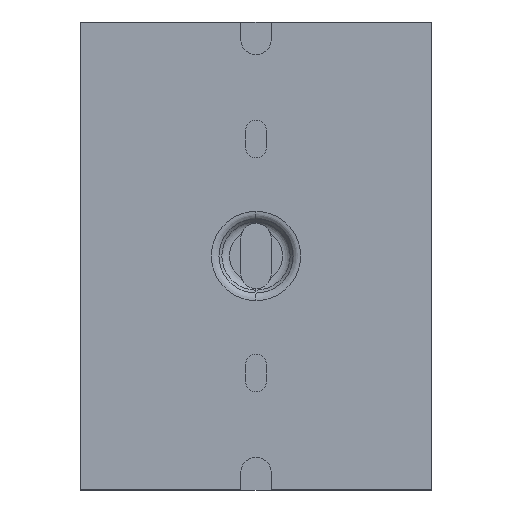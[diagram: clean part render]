
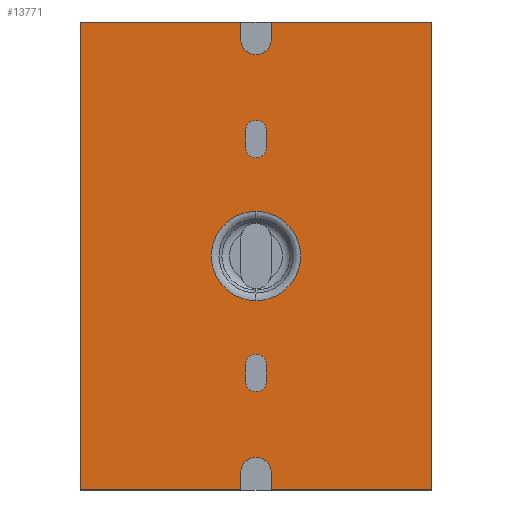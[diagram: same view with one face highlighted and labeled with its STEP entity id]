
A CAD part, front view. The second image highlights one B-rep face of the part: STEP entity #13771.
In plain terms, the highlighted planar face has unit normal (0, -1, 0).
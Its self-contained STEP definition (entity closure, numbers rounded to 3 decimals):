
#4393=DIRECTION('',(0.,0.,1.));
#4394=VECTOR('',#4393,100.);
#4395=CARTESIAN_POINT('',(20.,-52.2,900.));
#4396=LINE('',#4395,#4394);
#4680=DIRECTION('',(-1.,0.,0.));
#4681=VECTOR('',#4680,34.25);
#4682=CARTESIAN_POINT('',(20.,-52.2,1000.));
#4683=LINE('',#4682,#4681);
#4757=DIRECTION('',(-1.,0.,0.));
#4758=VECTOR('',#4757,34.25);
#4759=CARTESIAN_POINT('',(-20.75,-52.2,900.));
#4760=LINE('',#4759,#4758);
#4764=CARTESIAN_POINT('',(-17.5,-52.2,996.25));
#4765=DIRECTION('',(0.,-1.,0.));
#4766=DIRECTION('',(-1.,0.,0.));
#4767=AXIS2_PLACEMENT_3D('',#4764,#4765,#4766);
#4772=CARTESIAN_POINT('',(-17.5,-52.2,996.25));
#4773=DIRECTION('',(0.,-1.,0.));
#4774=DIRECTION('',(0.,0.,-1.));
#4775=AXIS2_PLACEMENT_3D('',#4772,#4773,#4774);
#4780=DIRECTION('',(-1.,0.,0.));
#4781=VECTOR('',#4780,34.25);
#4782=CARTESIAN_POINT('',(20.,-52.2,900.));
#4783=LINE('',#4782,#4781);
#4787=CARTESIAN_POINT('',(-17.5,-52.2,903.75));
#4788=DIRECTION('',(0.,-1.,0.));
#4789=DIRECTION('',(1.,0.,0.));
#4790=AXIS2_PLACEMENT_3D('',#4787,#4788,#4789);
#4795=CARTESIAN_POINT('',(-17.5,-52.2,903.75));
#4796=DIRECTION('',(0.,-1.,0.));
#4797=DIRECTION('',(0.,0.,1.));
#4798=AXIS2_PLACEMENT_3D('',#4795,#4796,#4797);
#4803=CARTESIAN_POINT('',(-17.5,-52.2,
950.));
#4804=DIRECTION('',(0.,-1.,0.));
#4805=DIRECTION('',(0.,0.,-1.));
#4806=AXIS2_PLACEMENT_3D('',#4803,#4804,#4805);
#4811=CARTESIAN_POINT('',(-17.5,-52.2,
950.));
#4812=DIRECTION('',(0.,-1.,0.));
#4813=DIRECTION('',(0.,0.,1.));
#4814=AXIS2_PLACEMENT_3D('',#4811,#4812,#4813);
#4819=CARTESIAN_POINT('',(-17.5,-52.2,976.75));
#4820=DIRECTION('',(0.,-1.,0.));
#4821=DIRECTION('',(1.,0.,0.));
#4822=AXIS2_PLACEMENT_3D('',#4819,#4820,#4821);
#4827=CARTESIAN_POINT('',(-17.5,-52.2,976.75));
#4828=DIRECTION('',(0.,-1.,0.));
#4829=DIRECTION('',(0.,0.,1.));
#4830=AXIS2_PLACEMENT_3D('',#4827,#4828,#4829);
#4835=CARTESIAN_POINT('',(-17.5,-52.2,973.25));
#4836=DIRECTION('',(0.,-1.,0.));
#4837=DIRECTION('',(-1.,0.,0.));
#4838=AXIS2_PLACEMENT_3D('',#4835,#4836,#4837);
#4843=CARTESIAN_POINT('',(-17.5,-52.2,973.25));
#4844=DIRECTION('',(0.,-1.,0.));
#4845=DIRECTION('',(0.,0.,-1.));
#4846=AXIS2_PLACEMENT_3D('',#4843,#4844,#4845);
#4851=CARTESIAN_POINT('',(-17.5,-52.2,926.75));
#4852=DIRECTION('',(0.,-1.,0.));
#4853=DIRECTION('',(1.,0.,0.));
#4854=AXIS2_PLACEMENT_3D('',#4851,#4852,#4853);
#4859=CARTESIAN_POINT('',(-17.5,-52.2,926.75));
#4860=DIRECTION('',(0.,-1.,0.));
#4861=DIRECTION('',(0.,0.,1.));
#4862=AXIS2_PLACEMENT_3D('',#4859,#4860,#4861);
#4867=CARTESIAN_POINT('',(-17.5,-52.2,923.25));
#4868=DIRECTION('',(0.,-1.,0.));
#4869=DIRECTION('',(-1.,0.,0.));
#4870=AXIS2_PLACEMENT_3D('',#4867,#4868,#4869);
#4875=CARTESIAN_POINT('',(-17.5,-52.2,923.25));
#4876=DIRECTION('',(0.,-1.,0.));
#4877=DIRECTION('',(0.,0.,-1.));
#4878=AXIS2_PLACEMENT_3D('',#4875,#4876,#4877);
#5114=DIRECTION('',(-1.,0.,0.));
#5115=VECTOR('',#5114,34.25);
#5116=CARTESIAN_POINT('',(-20.75,-52.2,1000.));
#5117=LINE('',#5116,#5115);
#5184=DIRECTION('',(0.,0.,-1.));
#5185=VECTOR('',#5184,100.);
#5186=CARTESIAN_POINT('',(-55.,-52.2,1000.));
#5187=LINE('',#5186,#5185);
#8124=DIRECTION('',(0.,0.,1.));
#8125=VECTOR('',#8124,3.75);
#8126=CARTESIAN_POINT('',(-20.75,-52.2,996.25));
#8127=LINE('',#8126,#8125);
#8152=DIRECTION('',(0.,0.,-1.));
#8153=VECTOR('',#8152,3.75);
#8154=CARTESIAN_POINT('',(-14.25,-52.2,1000.));
#8155=LINE('',#8154,#8153);
#8166=DIRECTION('',(0.,0.,1.));
#8167=VECTOR('',#8166,3.75);
#8168=CARTESIAN_POINT('',(-20.75,-52.2,900.));
#8169=LINE('',#8168,#8167);
#8187=DIRECTION('',(0.,0.,-1.));
#8188=VECTOR('',#8187,3.75);
#8189=CARTESIAN_POINT('',(-14.25,-52.2,903.75));
#8190=LINE('',#8189,#8188);
#10163=DIRECTION('',(0.,0.,1.));
#10164=VECTOR('',#10163,3.5);
#10165=CARTESIAN_POINT('',(-19.75,-52.2,973.25));
#10166=LINE('',#10165,#10164);
#10184=DIRECTION('',(0.,0.,-1.));
#10185=VECTOR('',#10184,3.5);
#10186=CARTESIAN_POINT('',(-15.25,-52.2,976.75));
#10187=LINE('',#10186,#10185);
#10665=DIRECTION('',(0.,0.,1.));
#10666=VECTOR('',#10665,3.5);
#10667=CARTESIAN_POINT('',(-19.75,-52.2,923.25));
#10668=LINE('',#10667,#10666);
#10686=DIRECTION('',(0.,0.,-1.));
#10687=VECTOR('',#10686,3.5);
#10688=CARTESIAN_POINT('',(-15.25,-52.2,926.75));
#10689=LINE('',#10688,#10687);
#12026=CARTESIAN_POINT('',(20.,-52.2,1000.));
#12028=VERTEX_POINT('',#12026);
#12103=CARTESIAN_POINT('',(20.,-52.2,900.));
#12104=VERTEX_POINT('',#12103);
#12181=CARTESIAN_POINT('',(-14.25,-52.2,1000.));
#12182=VERTEX_POINT('',#12181);
#12197=CARTESIAN_POINT('',(-20.75,-52.2,900.));
#12198=CARTESIAN_POINT('',(-55.,-52.2,900.));
#12199=VERTEX_POINT('',#12197);
#12200=VERTEX_POINT('',#12198);
#12201=CARTESIAN_POINT('',(-55.,-52.2,1000.));
#12202=VERTEX_POINT('',#12201);
#12203=CARTESIAN_POINT('',(-20.75,-52.2,1000.));
#12204=VERTEX_POINT('',#12203);
#12205=CARTESIAN_POINT('',(-20.75,-52.2,996.25));
#12206=VERTEX_POINT('',#12205);
#12207=CARTESIAN_POINT('',(-17.5,-52.2,993.));
#12208=VERTEX_POINT('',#12207);
#12209=CARTESIAN_POINT('',(-14.25,-52.2,996.25));
#12210=VERTEX_POINT('',#12209);
#12211=CARTESIAN_POINT('',(-14.25,-52.2,900.));
#12212=VERTEX_POINT('',#12211);
#12213=CARTESIAN_POINT('',(-14.25,-52.2,903.75));
#12214=VERTEX_POINT('',#12213);
#12215=CARTESIAN_POINT('',(-17.5,-52.2,907.));
#12216=VERTEX_POINT('',#12215);
#12217=CARTESIAN_POINT('',(-20.75,-52.2,903.75));
#12218=VERTEX_POINT('',#12217);
#12219=CARTESIAN_POINT('',(-17.5,-52.2,
940.468));
#12220=CARTESIAN_POINT('',(-17.5,-52.2,
959.532));
#12221=VERTEX_POINT('',#12219);
#12222=VERTEX_POINT('',#12220);
#12223=CARTESIAN_POINT('',(-15.25,-52.2,976.75));
#12224=CARTESIAN_POINT('',(-15.25,-52.2,973.25));
#12225=VERTEX_POINT('',#12223);
#12226=VERTEX_POINT('',#12224);
#12227=CARTESIAN_POINT('',(-17.5,-52.2,979.));
#12228=VERTEX_POINT('',#12227);
#12229=CARTESIAN_POINT('',(-19.75,-52.2,976.75));
#12230=VERTEX_POINT('',#12229);
#12231=CARTESIAN_POINT('',(-19.75,-52.2,973.25));
#12232=VERTEX_POINT('',#12231);
#12233=CARTESIAN_POINT('',(-17.5,-52.2,971.));
#12234=VERTEX_POINT('',#12233);
#12235=CARTESIAN_POINT('',(-15.25,-52.2,926.75));
#12236=CARTESIAN_POINT('',(-15.25,-52.2,923.25));
#12237=VERTEX_POINT('',#12235);
#12238=VERTEX_POINT('',#12236);
#12239=CARTESIAN_POINT('',(-17.5,-52.2,929.));
#12240=VERTEX_POINT('',#12239);
#12241=CARTESIAN_POINT('',(-19.75,-52.2,926.75));
#12242=VERTEX_POINT('',#12241);
#12243=CARTESIAN_POINT('',(-19.75,-52.2,923.25));
#12244=VERTEX_POINT('',#12243);
#12245=CARTESIAN_POINT('',(-17.5,-52.2,921.));
#12246=VERTEX_POINT('',#12245);
#13704=CARTESIAN_POINT('',(20.,-52.2,-1000.));
#13705=DIRECTION('',(0.,1.,0.));
#13706=DIRECTION('',(-1.,0.,0.));
#13707=AXIS2_PLACEMENT_3D('',#13704,#13705,#13706);
#13708=PLANE('',#13707);
#13710=ORIENTED_EDGE('',*,*,#13709,.T.);
#13712=ORIENTED_EDGE('',*,*,#13711,.F.);
#13714=ORIENTED_EDGE('',*,*,#13713,.F.);
#13716=ORIENTED_EDGE('',*,*,#13715,.F.);
#13718=ORIENTED_EDGE('',*,*,#13717,.T.);
#13720=ORIENTED_EDGE('',*,*,#13719,.T.);
#13722=ORIENTED_EDGE('',*,*,#13721,.F.);
#13723=ORIENTED_EDGE('',*,*,#13672,.F.);
#13724=ORIENTED_EDGE('',*,*,#13573,.F.);
#13726=ORIENTED_EDGE('',*,*,#13725,.T.);
#13728=ORIENTED_EDGE('',*,*,#13727,.F.);
#13730=ORIENTED_EDGE('',*,*,#13729,.T.);
#13732=ORIENTED_EDGE('',*,*,#13731,.T.);
#13734=ORIENTED_EDGE('',*,*,#13733,.F.);
#13735=EDGE_LOOP('',(#13710,#13712,#13714,#13716,#13718,#13720,#13722,#13723,
#13724,#13726,#13728,#13730,#13732,#13734));
#13736=FACE_OUTER_BOUND('',#13735,.F.);
#13738=ORIENTED_EDGE('',*,*,#13737,.T.);
#13740=ORIENTED_EDGE('',*,*,#13739,.T.);
#13741=EDGE_LOOP('',(#13738,#13740));
#13742=FACE_BOUND('',#13741,.F.);
#13744=ORIENTED_EDGE('',*,*,#13743,.F.);
#13746=ORIENTED_EDGE('',*,*,#13745,.T.);
#13748=ORIENTED_EDGE('',*,*,#13747,.T.);
#13750=ORIENTED_EDGE('',*,*,#13749,.F.);
#13752=ORIENTED_EDGE('',*,*,#13751,.T.);
#13754=ORIENTED_EDGE('',*,*,#13753,.T.);
#13755=EDGE_LOOP('',(#13744,#13746,#13748,#13750,#13752,#13754));
#13756=FACE_BOUND('',#13755,.F.);
#13758=ORIENTED_EDGE('',*,*,#13757,.F.);
#13760=ORIENTED_EDGE('',*,*,#13759,.T.);
#13762=ORIENTED_EDGE('',*,*,#13761,.T.);
#13764=ORIENTED_EDGE('',*,*,#13763,.F.);
#13766=ORIENTED_EDGE('',*,*,#13765,.T.);
#13768=ORIENTED_EDGE('',*,*,#13767,.T.);
#13769=EDGE_LOOP('',(#13758,#13760,#13762,#13764,#13766,#13768));
#13770=FACE_BOUND('',#13769,.F.);
#4768=CIRCLE('',#4767,3.25);
#4776=CIRCLE('',#4775,3.25);
#4791=CIRCLE('',#4790,3.25);
#4799=CIRCLE('',#4798,3.25);
#4807=CIRCLE('',#4806,9.532);
#4815=CIRCLE('',#4814,9.532);
#4823=CIRCLE('',#4822,2.25);
#4831=CIRCLE('',#4830,2.25);
#4839=CIRCLE('',#4838,2.25);
#4847=CIRCLE('',#4846,2.25);
#4855=CIRCLE('',#4854,2.25);
#4863=CIRCLE('',#4862,2.25);
#4871=CIRCLE('',#4870,2.25);
#4879=CIRCLE('',#4878,2.25);
#13573=EDGE_CURVE('',#12104,#12028,#4396,.T.);
#13672=EDGE_CURVE('',#12028,#12182,#4683,.T.);
#13709=EDGE_CURVE('',#12199,#12200,#4760,.T.);
#13711=EDGE_CURVE('',#12202,#12200,#5187,.T.);
#13713=EDGE_CURVE('',#12204,#12202,#5117,.T.);
#13715=EDGE_CURVE('',#12206,#12204,#8127,.T.);
#13717=EDGE_CURVE('',#12206,#12208,#4768,.T.);
#13719=EDGE_CURVE('',#12208,#12210,#4776,.T.);
#13721=EDGE_CURVE('',#12182,#12210,#8155,.T.);
#13725=EDGE_CURVE('',#12104,#12212,#4783,.T.);
#13727=EDGE_CURVE('',#12214,#12212,#8190,.T.);
#13729=EDGE_CURVE('',#12214,#12216,#4791,.T.);
#13731=EDGE_CURVE('',#12216,#12218,#4799,.T.);
#13733=EDGE_CURVE('',#12199,#12218,#8169,.T.);
#13737=EDGE_CURVE('',#12221,#12222,#4807,.T.);
#13739=EDGE_CURVE('',#12222,#12221,#4815,.T.);
#13743=EDGE_CURVE('',#12225,#12226,#10187,.T.);
#13745=EDGE_CURVE('',#12225,#12228,#4823,.T.);
#13747=EDGE_CURVE('',#12228,#12230,#4831,.T.);
#13749=EDGE_CURVE('',#12232,#12230,#10166,.T.);
#13751=EDGE_CURVE('',#12232,#12234,#4839,.T.);
#13753=EDGE_CURVE('',#12234,#12226,#4847,.T.);
#13757=EDGE_CURVE('',#12237,#12238,#10689,.T.);
#13759=EDGE_CURVE('',#12237,#12240,#4855,.T.);
#13761=EDGE_CURVE('',#12240,#12242,#4863,.T.);
#13763=EDGE_CURVE('',#12244,#12242,#10668,.T.);
#13765=EDGE_CURVE('',#12244,#12246,#4871,.T.);
#13767=EDGE_CURVE('',#12246,#12238,#4879,.T.);
#13771=ADVANCED_FACE('',(#13736,#13742,#13756,#13770),#13708,.F.);
